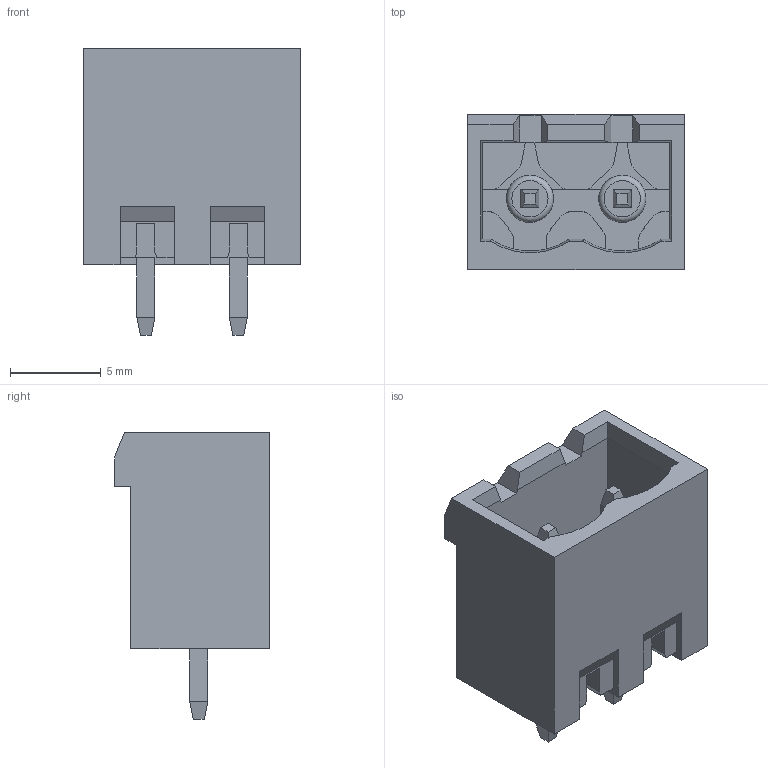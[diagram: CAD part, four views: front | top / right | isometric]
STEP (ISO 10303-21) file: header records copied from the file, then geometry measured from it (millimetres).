
FILE_DESCRIPTION(('FreeCAD Model'),'2;1');
FILE_NAME('OQ 2P green-5mm vertical.step','2020-02-12T09:09:25',('kicad StepUp'),('ksu MCAD'), 'Open CASCADE STEP processor 7.3','FreeCAD','Unknown');
FILE_SCHEMA(('AUTOMOTIVE_DESIGN { 1 0 10303 214 1 1 1 1 }'));
Length unit declared in the file: millimetre
Products named in the file (1): OQ_2P_green-5mm_vertical
Bounding box: 11.95 x 8.55 x 15.85 mm (x, y, z)
Volume: 538.7 mm3; surface area: 1193.2 mm2
Topology: 1 solids, 1 shells, 155 faces, 421 edges, 272 vertices
Faces by surface type: plane 131, cylinder 20, cone 2, torus 2
Full cylindrical faces by diameter (mm): 2.6 x2
Entity records: 5903 total; most frequent: CARTESIAN_POINT 849, ORIENTED_EDGE 842, DIRECTION 791, EDGE_CURVE 421, LINE 363, VECTOR 363, VERTEX_POINT 272, AXIS2_PLACEMENT_3D 214
